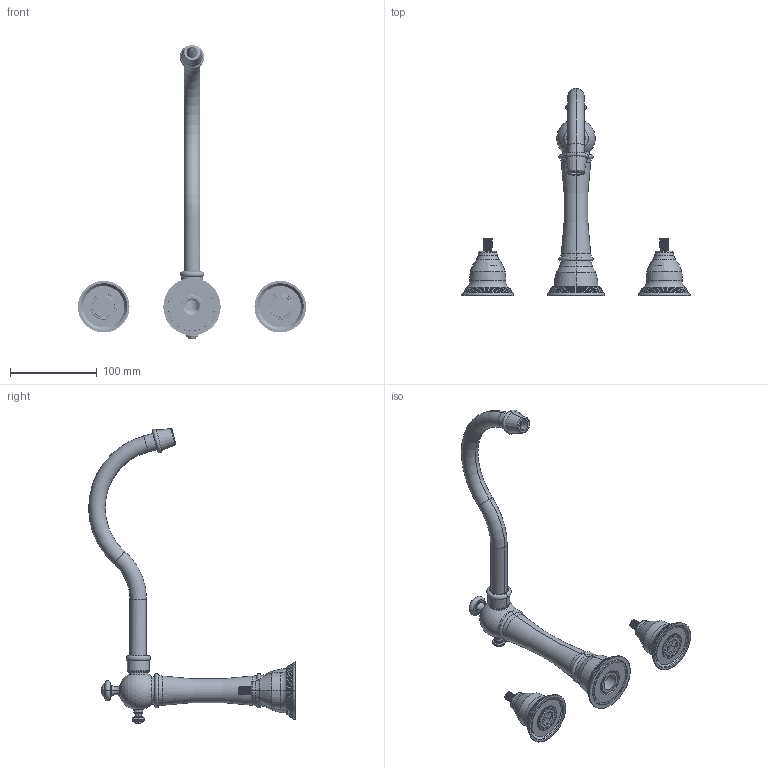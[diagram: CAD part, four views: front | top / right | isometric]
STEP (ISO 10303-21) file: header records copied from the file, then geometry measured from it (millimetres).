
FILE_DESCRIPTION((''),'2;1');
FILE_NAME('7306_ASM','2010-12-08T',('project'),(''),'PRO/ENGINEER BY PARAMETRIC TECHNOLOGY CORPORATION, 2009300','PRO/ENGINEER BY PARAMETRIC TECHNOLOGY CORPORATION, 2009300','');
FILE_SCHEMA(('CONFIG_CONTROL_DESIGN'));
Length unit declared in the file: inch
Products named in the file (29): 11278_AF0; 11279; 10394; 10411; 10289; 10306; 10395; 92087; 2-516_ASM; 10016_AF0; 10016_AF1; 91231_AF0; 1-017_AF0; 1-004_AF0; 1-552_AF0_ASM; 10529; 10529_AF0; 1-602_AF0_ASM; 1-017_AF1; 1-003_AF0; 1-553_AF0_ASM; 10529_AF1; 1-603_AF0_ASM; 10029_AF0; 10038_AF0; 91050_AF0; 1-035_AF0_ASM; 1-533_AF0_ASM; 7306_ASM
Assembly tree (29 placements, depth 5):
  7306_ASM
    11278_AF0
    2-516_ASM
      11279
      10394
      10411
      10289
      10306
      10395
      92087
    10016_AF0
    10016_AF1
    91231_AF0
    1-533_AF0_ASM
      1-602_AF0_ASM
        1-552_AF0_ASM
          1-017_AF0
          1-004_AF0
        10529
        10529_AF0
      1-603_AF0_ASM
        1-553_AF0_ASM
          1-017_AF1
          1-003_AF0
        10529_AF1
        10529
      1-035_AF0_ASM
        10029_AF0
        10038_AF0
        91050_AF0
Bounding box: 262.64 x 237.98 x 339.05 mm (x, y, z)
Volume: 286830.5 mm3; surface area: 223305 mm2
Topology: 22 solids, 35 shells, 1674 faces, 4378 edges, 2773 vertices
Faces by surface type: cylinder 683, plane 332, bspline 278, torus 198, cone 175, sphere 8
Entity records: 115517 total; most frequent: CARTESIAN_POINT 77347, ORIENTED_EDGE 8340, DIRECTION 7090, EDGE_CURVE 4259, AXIS2_PLACEMENT_3D 2870, VERTEX_POINT 2705, EDGE_LOOP 1726, FACE_OUTER_BOUND 1636
